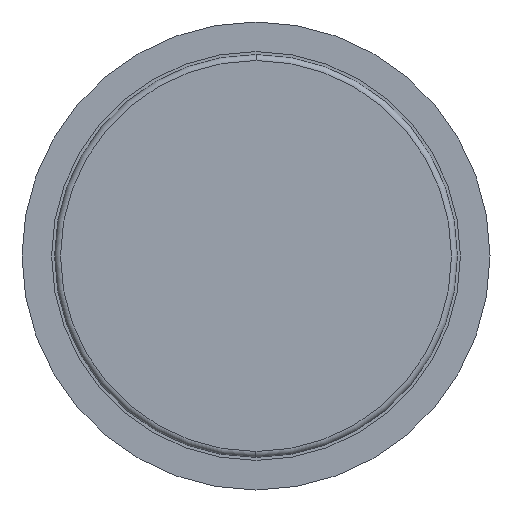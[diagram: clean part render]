
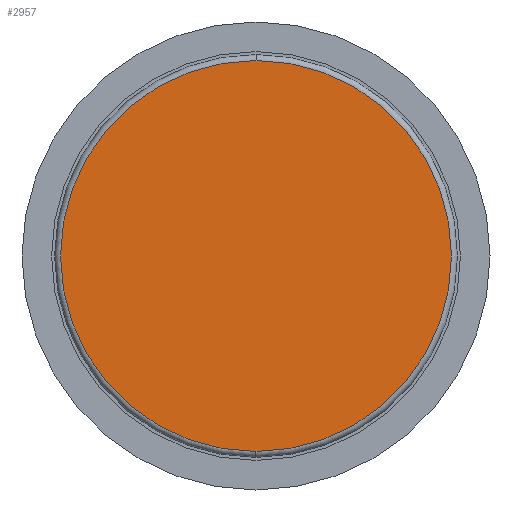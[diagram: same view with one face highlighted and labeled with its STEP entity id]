
A CAD part, front view. The second image highlights one B-rep face of the part: STEP entity #2957.
In plain terms, the highlighted planar face has unit normal (0, -1, 0).
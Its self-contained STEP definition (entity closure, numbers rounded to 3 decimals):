
#188 = VERTEX_POINT ( 'NONE', #1425 ) ;
#291 = FACE_OUTER_BOUND ( 'NONE', #873, .T. ) ;
#300 = DIRECTION ( 'NONE',  ( 0., -1., 0. ) ) ;
#529 = CARTESIAN_POINT ( 'NONE',  ( 0., 0., 0. ) ) ;
#562 = DIRECTION ( 'NONE',  ( 0., 0., 1. ) ) ;
#655 = AXIS2_PLACEMENT_3D ( 'NONE', #529, #300, #562 ) ;
#828 = DIRECTION ( 'NONE',  ( 0., -1., 0. ) ) ;
#873 = EDGE_LOOP ( 'NONE', ( #1713, #2739 ) ) ;
#923 = VERTEX_POINT ( 'NONE', #3203 ) ;
#951 = CIRCLE ( 'NONE', #655, 33. ) ;
#1267 = PLANE ( 'NONE',  #1571 ) ;
#1425 = CARTESIAN_POINT ( 'NONE',  ( 0., 0., 33. ) ) ;
#1571 = AXIS2_PLACEMENT_3D ( 'NONE', #2265, #2597, #2086 ) ;
#1604 = EDGE_CURVE ( 'NONE', #188, #923, #951, .T. ) ;
#1621 = CARTESIAN_POINT ( 'NONE',  ( 0., 0., 0. ) ) ;
#1683 = DIRECTION ( 'NONE',  ( 0., 0., 1. ) ) ;
#1713 = ORIENTED_EDGE ( 'NONE', *, *, #1604, .T. ) ;
#2086 = DIRECTION ( 'NONE',  ( 1., 0., 0. ) ) ;
#2207 = CIRCLE ( 'NONE', #2570, 33. ) ;
#2265 = CARTESIAN_POINT ( 'NONE',  ( -33.366, 0., -33. ) ) ;
#2570 = AXIS2_PLACEMENT_3D ( 'NONE', #1621, #828, #1683 ) ;
#2597 = DIRECTION ( 'NONE',  ( 0., -1., 0. ) ) ;
#2739 = ORIENTED_EDGE ( 'NONE', *, *, #3099, .T. ) ;
#2957 = ADVANCED_FACE ( 'NONE', ( #291 ), #1267, .T. ) ;
#3099 = EDGE_CURVE ( 'NONE', #923, #188, #2207, .T. ) ;
#3203 = CARTESIAN_POINT ( 'NONE',  ( 0., 0., -33. ) ) ;
